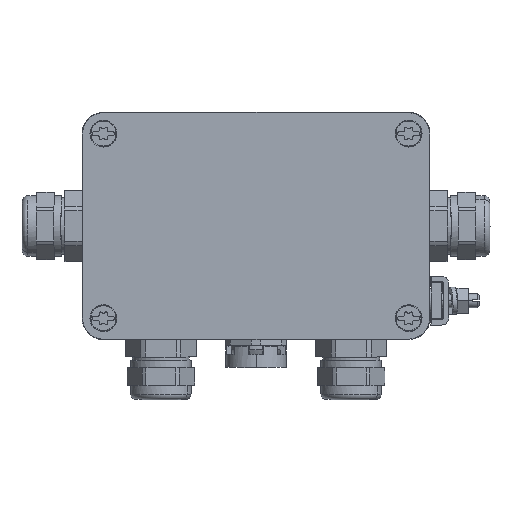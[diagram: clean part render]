
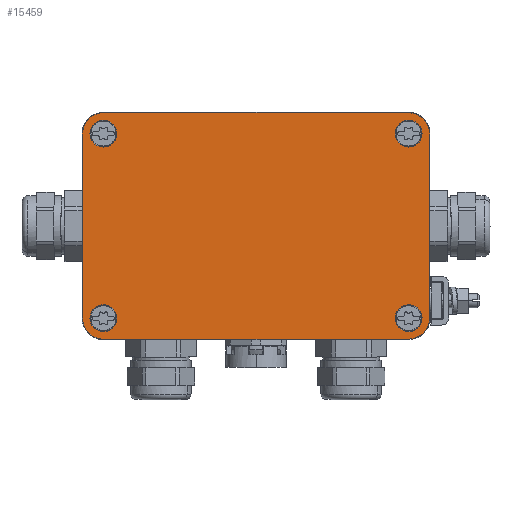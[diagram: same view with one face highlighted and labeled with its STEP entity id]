
A CAD part, top view. The second image highlights one B-rep face of the part: STEP entity #15459.
In plain terms, the highlighted planar face has unit normal (0, 0, 1).
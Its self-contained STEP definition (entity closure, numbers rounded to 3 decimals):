
#5321=AXIS2_PLACEMENT_3D('Circle Axis2P3D',#5319,#5320,$) ;
#5348=AXIS2_PLACEMENT_3D('Circle Axis2P3D',#5346,#5347,$) ;
#5380=AXIS2_PLACEMENT_3D('Circle Axis2P3D',#5378,#5379,$) ;
#5407=AXIS2_PLACEMENT_3D('Circle Axis2P3D',#5405,#5406,$) ;
#5439=AXIS2_PLACEMENT_3D('Circle Axis2P3D',#5437,#5438,$) ;
#5466=AXIS2_PLACEMENT_3D('Circle Axis2P3D',#5464,#5465,$) ;
#5498=AXIS2_PLACEMENT_3D('Circle Axis2P3D',#5496,#5497,$) ;
#5525=AXIS2_PLACEMENT_3D('Circle Axis2P3D',#5523,#5524,$) ;
#15431=AXIS2_PLACEMENT_3D('Plane Axis2P3D',#15428,#15429,#15430) ;
#3684=CARTESIAN_POINT('Control Point',(108.824,80.771,34.)) ;
#3685=CARTESIAN_POINT('Control Point',(110.708,80.771,34.)) ;
#3686=CARTESIAN_POINT('Control Point',(112.595,80.033,34.)) ;
#3687=CARTESIAN_POINT('Control Point',(114.085,78.543,34.)) ;
#3688=CARTESIAN_POINT('Control Point',(114.823,76.656,34.)) ;
#3689=CARTESIAN_POINT('Control Point',(114.823,74.771,34.)) ;
#3690=CARTESIAN_POINT('Vertex',(108.824,80.771,34.)) ;
#3692=CARTESIAN_POINT('Vertex',(114.823,74.771,34.)) ;
#3718=CARTESIAN_POINT('Line Origine',(114.823,48.875,34.)) ;
#3722=CARTESIAN_POINT('Vertex',(114.823,22.979,34.)) ;
#3744=CARTESIAN_POINT('Control Point',(108.824,16.98,34.)) ;
#3745=CARTESIAN_POINT('Control Point',(110.708,16.98,34.)) ;
#3746=CARTESIAN_POINT('Control Point',(112.595,17.718,34.)) ;
#3747=CARTESIAN_POINT('Control Point',(114.085,19.208,34.)) ;
#3748=CARTESIAN_POINT('Control Point',(114.823,21.094,34.)) ;
#3749=CARTESIAN_POINT('Control Point',(114.823,22.979,34.)) ;
#3750=CARTESIAN_POINT('Vertex',(108.824,16.98,34.)) ;
#3771=CARTESIAN_POINT('Line Origine',(65.928,16.98,34.)) ;
#3775=CARTESIAN_POINT('Vertex',(23.031,16.98,34.)) ;
#3797=CARTESIAN_POINT('Control Point',(17.032,22.979,34.)) ;
#3798=CARTESIAN_POINT('Control Point',(17.032,21.094,34.)) ;
#3799=CARTESIAN_POINT('Control Point',(17.77,19.208,34.)) ;
#3800=CARTESIAN_POINT('Control Point',(19.26,17.718,34.)) ;
#3801=CARTESIAN_POINT('Control Point',(21.147,16.98,34.)) ;
#3802=CARTESIAN_POINT('Control Point',(23.031,16.98,34.)) ;
#3803=CARTESIAN_POINT('Vertex',(17.032,22.979,34.)) ;
#3824=CARTESIAN_POINT('Line Origine',(17.032,48.875,34.)) ;
#3828=CARTESIAN_POINT('Vertex',(17.032,74.771,34.)) ;
#3850=CARTESIAN_POINT('Control Point',(17.032,74.771,34.)) ;
#3851=CARTESIAN_POINT('Control Point',(17.032,76.656,34.)) ;
#3852=CARTESIAN_POINT('Control Point',(17.77,78.543,34.)) ;
#3853=CARTESIAN_POINT('Control Point',(19.26,80.033,34.)) ;
#3854=CARTESIAN_POINT('Control Point',(21.147,80.771,34.)) ;
#3855=CARTESIAN_POINT('Control Point',(23.031,80.771,34.)) ;
#3856=CARTESIAN_POINT('Vertex',(23.031,80.771,34.)) ;
#3877=CARTESIAN_POINT('Line Origine',(65.928,80.771,34.)) ;
#5316=CARTESIAN_POINT('Vertex',(110.74,78.194,34.)) ;
#5319=CARTESIAN_POINT('Axis2P3D Location',(108.928,74.875,34.)) ;
#5323=CARTESIAN_POINT('Vertex',(107.115,71.557,34.)) ;
#5346=CARTESIAN_POINT('Axis2P3D Location',(108.928,74.875,34.)) ;
#5375=CARTESIAN_POINT('Vertex',(21.115,71.557,34.)) ;
#5378=CARTESIAN_POINT('Axis2P3D Location',(22.928,74.875,34.)) ;
#5382=CARTESIAN_POINT('Vertex',(24.74,78.194,34.)) ;
#5405=CARTESIAN_POINT('Axis2P3D Location',(22.928,74.875,34.)) ;
#5434=CARTESIAN_POINT('Vertex',(107.115,19.557,34.)) ;
#5437=CARTESIAN_POINT('Axis2P3D Location',(108.928,22.875,34.)) ;
#5441=CARTESIAN_POINT('Vertex',(110.74,26.194,34.)) ;
#5464=CARTESIAN_POINT('Axis2P3D Location',(108.928,22.875,34.)) ;
#5493=CARTESIAN_POINT('Vertex',(21.115,19.557,34.)) ;
#5496=CARTESIAN_POINT('Axis2P3D Location',(22.928,22.875,34.)) ;
#5500=CARTESIAN_POINT('Vertex',(24.74,26.194,34.)) ;
#5523=CARTESIAN_POINT('Axis2P3D Location',(22.928,22.875,34.)) ;
#15428=CARTESIAN_POINT('Axis2P3D Location',(65.928,16.98,34.)) ;
#3719=DIRECTION('Vector Direction',(0.,1.,0.)) ;
#3772=DIRECTION('Vector Direction',(1.,0.,0.)) ;
#3825=DIRECTION('Vector Direction',(0.,1.,0.)) ;
#3878=DIRECTION('Vector Direction',(1.,0.,0.)) ;
#5320=DIRECTION('Axis2P3D Direction',(0.,0.,1.)) ;
#5347=DIRECTION('Axis2P3D Direction',(0.,0.,1.)) ;
#5379=DIRECTION('Axis2P3D Direction',(0.,0.,1.)) ;
#5406=DIRECTION('Axis2P3D Direction',(0.,0.,1.)) ;
#5438=DIRECTION('Axis2P3D Direction',(0.,0.,1.)) ;
#5465=DIRECTION('Axis2P3D Direction',(0.,0.,1.)) ;
#5497=DIRECTION('Axis2P3D Direction',(0.,0.,1.)) ;
#5524=DIRECTION('Axis2P3D Direction',(0.,0.,1.)) ;
#15429=DIRECTION('Axis2P3D Direction',(0.,0.,-1.)) ;
#15430=DIRECTION('Axis2P3D XDirection',(0.,1.,0.)) ;
#3720=VECTOR('Line Direction',#3719,1.) ;
#3773=VECTOR('Line Direction',#3772,1.) ;
#3826=VECTOR('Line Direction',#3825,1.) ;
#3879=VECTOR('Line Direction',#3878,1.) ;
#15434=ORIENTED_EDGE('',*,*,#3694,.F.) ;
#15435=ORIENTED_EDGE('',*,*,#3881,.F.) ;
#15436=ORIENTED_EDGE('',*,*,#3858,.F.) ;
#15437=ORIENTED_EDGE('',*,*,#3830,.F.) ;
#15438=ORIENTED_EDGE('',*,*,#3805,.F.) ;
#15439=ORIENTED_EDGE('',*,*,#3777,.T.) ;
#15440=ORIENTED_EDGE('',*,*,#3752,.F.) ;
#15441=ORIENTED_EDGE('',*,*,#3724,.T.) ;
#15444=ORIENTED_EDGE('',*,*,#5527,.F.) ;
#15445=ORIENTED_EDGE('',*,*,#5502,.F.) ;
#15448=ORIENTED_EDGE('',*,*,#5325,.F.) ;
#15449=ORIENTED_EDGE('',*,*,#5350,.F.) ;
#15452=ORIENTED_EDGE('',*,*,#5384,.F.) ;
#15453=ORIENTED_EDGE('',*,*,#5409,.F.) ;
#15456=ORIENTED_EDGE('',*,*,#5443,.F.) ;
#15457=ORIENTED_EDGE('',*,*,#5468,.F.) ;
#15446=FACE_BOUND('',#15443,.T.) ;
#15450=FACE_BOUND('',#15447,.T.) ;
#15454=FACE_BOUND('',#15451,.T.) ;
#15458=FACE_BOUND('',#15455,.T.) ;
#15459=ADVANCED_FACE('FBcon',(#15442,#15446,#15450,#15454,#15458),#15432,.F.) ;
#3683=B_SPLINE_CURVE_WITH_KNOTS('',5,(#3684,#3685,#3686,#3687,#3688,#3689),.UNSPECIFIED.,.F.,.U.,(6,6),(0.,13.327),.UNSPECIFIED.) ;
#3743=B_SPLINE_CURVE_WITH_KNOTS('',5,(#3744,#3745,#3746,#3747,#3748,#3749),.UNSPECIFIED.,.F.,.U.,(6,6),(0.,13.327),.UNSPECIFIED.) ;
#3796=B_SPLINE_CURVE_WITH_KNOTS('',5,(#3797,#3798,#3799,#3800,#3801,#3802),.UNSPECIFIED.,.F.,.U.,(6,6),(0.,13.327),.UNSPECIFIED.) ;
#3849=B_SPLINE_CURVE_WITH_KNOTS('',5,(#3850,#3851,#3852,#3853,#3854,#3855),.UNSPECIFIED.,.F.,.U.,(6,6),(0.,13.327),.UNSPECIFIED.) ;
#5322=CIRCLE('generated circle',#5321,3.781) ;
#5349=CIRCLE('generated circle',#5348,3.781) ;
#5381=CIRCLE('generated circle',#5380,3.781) ;
#5408=CIRCLE('generated circle',#5407,3.781) ;
#5440=CIRCLE('generated circle',#5439,3.781) ;
#5467=CIRCLE('generated circle',#5466,3.781) ;
#5499=CIRCLE('generated circle',#5498,3.781) ;
#5526=CIRCLE('generated circle',#5525,3.781) ;
#3694=EDGE_CURVE('',#3691,#3693,#3683,.T.) ;
#3724=EDGE_CURVE('',#3723,#3693,#3721,.T.) ;
#3752=EDGE_CURVE('',#3723,#3751,#3743,.F.) ;
#3777=EDGE_CURVE('',#3776,#3751,#3774,.T.) ;
#3805=EDGE_CURVE('',#3776,#3804,#3796,.F.) ;
#3830=EDGE_CURVE('',#3804,#3829,#3827,.T.) ;
#3858=EDGE_CURVE('',#3829,#3857,#3849,.T.) ;
#3881=EDGE_CURVE('',#3857,#3691,#3880,.T.) ;
#5325=EDGE_CURVE('',#5317,#5324,#5322,.T.) ;
#5350=EDGE_CURVE('',#5324,#5317,#5349,.T.) ;
#5384=EDGE_CURVE('',#5376,#5383,#5381,.T.) ;
#5409=EDGE_CURVE('',#5383,#5376,#5408,.T.) ;
#5443=EDGE_CURVE('',#5435,#5442,#5440,.T.) ;
#5468=EDGE_CURVE('',#5442,#5435,#5467,.T.) ;
#5502=EDGE_CURVE('',#5494,#5501,#5499,.T.) ;
#5527=EDGE_CURVE('',#5501,#5494,#5526,.T.) ;
#15433=EDGE_LOOP('',(#15434,#15435,#15436,#15437,#15438,#15439,#15440,#15441)) ;
#15443=EDGE_LOOP('',(#15444,#15445)) ;
#15447=EDGE_LOOP('',(#15448,#15449)) ;
#15451=EDGE_LOOP('',(#15452,#15453)) ;
#15455=EDGE_LOOP('',(#15456,#15457)) ;
#15442=FACE_OUTER_BOUND('',#15433,.T.) ;
#3721=LINE('Line',#3718,#3720) ;
#3774=LINE('Line',#3771,#3773) ;
#3827=LINE('Line',#3824,#3826) ;
#3880=LINE('Line',#3877,#3879) ;
#15432=PLANE('',#15431) ;
#3691=VERTEX_POINT('',#3690) ;
#3693=VERTEX_POINT('',#3692) ;
#3723=VERTEX_POINT('',#3722) ;
#3751=VERTEX_POINT('',#3750) ;
#3776=VERTEX_POINT('',#3775) ;
#3804=VERTEX_POINT('',#3803) ;
#3829=VERTEX_POINT('',#3828) ;
#3857=VERTEX_POINT('',#3856) ;
#5317=VERTEX_POINT('',#5316) ;
#5324=VERTEX_POINT('',#5323) ;
#5376=VERTEX_POINT('',#5375) ;
#5383=VERTEX_POINT('',#5382) ;
#5435=VERTEX_POINT('',#5434) ;
#5442=VERTEX_POINT('',#5441) ;
#5494=VERTEX_POINT('',#5493) ;
#5501=VERTEX_POINT('',#5500) ;
